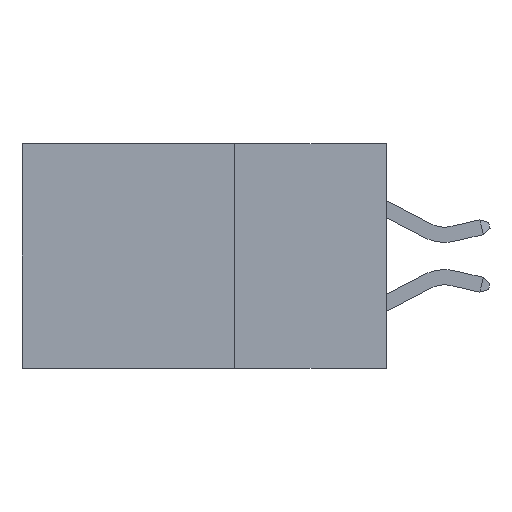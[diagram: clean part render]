
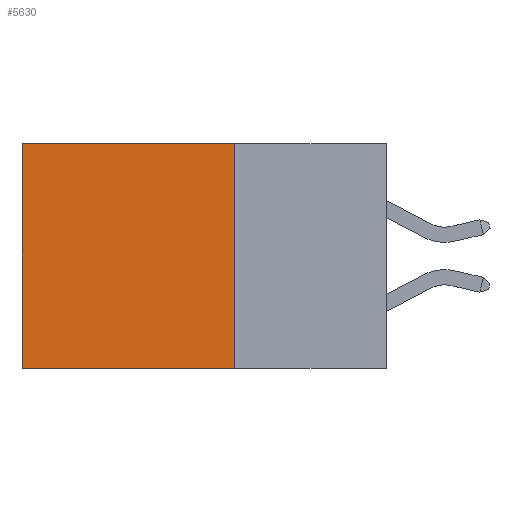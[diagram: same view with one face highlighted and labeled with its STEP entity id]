
A CAD part, left-side view. The second image highlights one B-rep face of the part: STEP entity #5630.
In plain terms, the highlighted planar face has unit normal (-1, 0, 0).
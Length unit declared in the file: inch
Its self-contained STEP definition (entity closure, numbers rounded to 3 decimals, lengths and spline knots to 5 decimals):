
#58 = ORIENTED_EDGE ( 'NONE', *, *, #11684, .T. ) ;
#698 = LINE ( 'NONE', #4401, #4603 ) ;
#947 = ORIENTED_EDGE ( 'NONE', *, *, #10410, .F. ) ;
#1518 = DIRECTION ( 'NONE',  ( 1., 0., 0. ) ) ;
#1758 = DIRECTION ( 'NONE',  ( 0., 1., 0. ) ) ;
#1801 = DIRECTION ( 'NONE',  ( 0., 0., -1. ) ) ;
#3212 = FACE_OUTER_BOUND ( 'NONE', #8375, .T. ) ;
#4030 = CARTESIAN_POINT ( 'NONE',  ( 0.298, 0.6, 0. ) ) ;
#4309 = VERTEX_POINT ( 'NONE', #5459 ) ;
#4390 = LINE ( 'NONE', #7344, #10996 ) ;
#4401 = CARTESIAN_POINT ( 'NONE',  ( 0.298, 0.25, -0.37 ) ) ;
#4603 = VECTOR ( 'NONE', #5438, 39.37008 ) ;
#5000 = ORIENTED_EDGE ( 'NONE', *, *, #5461, .T. ) ;
#5129 = CARTESIAN_POINT ( 'NONE',  ( 0.298, 0.25, 0. ) ) ;
#5438 = DIRECTION ( 'NONE',  ( 0., 1., 0. ) ) ;
#5459 = CARTESIAN_POINT ( 'NONE',  ( 0.298, 0.6, -0.37 ) ) ;
#5461 = EDGE_CURVE ( 'NONE', #9684, #13359, #4390, .T. ) ;
#5630 = ADVANCED_FACE ( 'NONE', ( #3212 ), #13268, .F. ) ;
#6126 = LINE ( 'NONE', #5129, #12068 ) ;
#6628 = VERTEX_POINT ( 'NONE', #9353 ) ;
#7171 = VECTOR ( 'NONE', #1801, 39.37008 ) ;
#7209 = CARTESIAN_POINT ( 'NONE',  ( 0.298, 0.6, 0. ) ) ;
#7344 = CARTESIAN_POINT ( 'NONE',  ( 0.298, 0.25, 0. ) ) ;
#7819 = DIRECTION ( 'NONE',  ( 0., 0., -1. ) ) ;
#7846 = LINE ( 'NONE', #7209, #7171 ) ;
#8375 = EDGE_LOOP ( 'NONE', ( #58, #947, #12286, #5000 ) ) ;
#9353 = CARTESIAN_POINT ( 'NONE',  ( 0.298, 0.25, -0.37 ) ) ;
#9684 = VERTEX_POINT ( 'NONE', #10875 ) ;
#10410 = EDGE_CURVE ( 'NONE', #6628, #4309, #698, .T. ) ;
#10593 = AXIS2_PLACEMENT_3D ( 'NONE', #13397, #1518, #7819 ) ;
#10875 = CARTESIAN_POINT ( 'NONE',  ( 0.298, 0.25, 0. ) ) ;
#10996 = VECTOR ( 'NONE', #1758, 39.37008 ) ;
#11684 = EDGE_CURVE ( 'NONE', #13359, #4309, #7846, .T. ) ;
#12068 = VECTOR ( 'NONE', #12637, 39.37008 ) ;
#12286 = ORIENTED_EDGE ( 'NONE', *, *, #12665, .F. ) ;
#12637 = DIRECTION ( 'NONE',  ( 0., 0., -1. ) ) ;
#12665 = EDGE_CURVE ( 'NONE', #9684, #6628, #6126, .T. ) ;
#13268 = PLANE ( 'NONE',  #10593 ) ;
#13359 = VERTEX_POINT ( 'NONE', #4030 ) ;
#13397 = CARTESIAN_POINT ( 'NONE',  ( 0.298, 0.25, 0. ) ) ;
